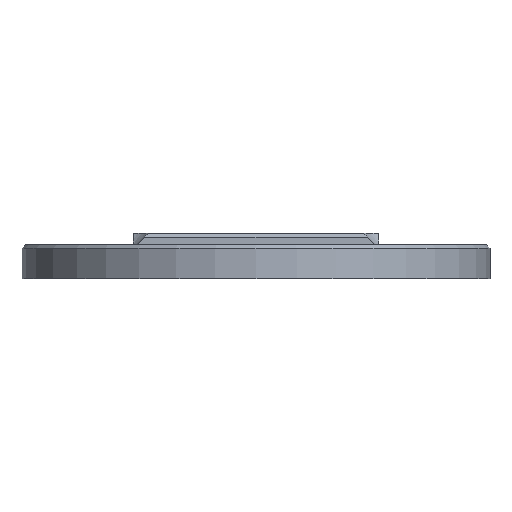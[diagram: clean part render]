
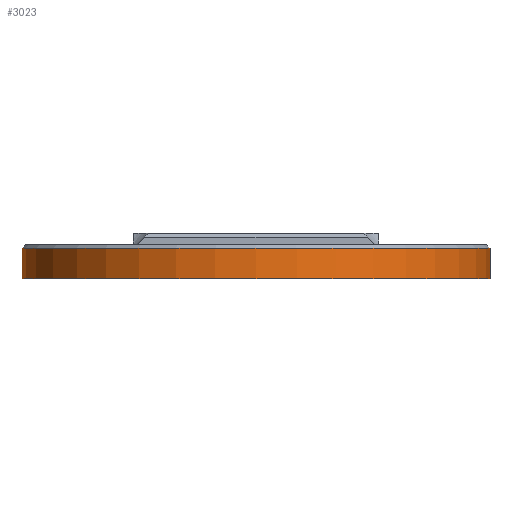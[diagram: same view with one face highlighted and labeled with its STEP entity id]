
A CAD part, front view. The second image highlights one B-rep face of the part: STEP entity #3023.
In plain terms, the highlighted cylindrical face has radius 62 mm (diameter 124 mm), a partial arc.
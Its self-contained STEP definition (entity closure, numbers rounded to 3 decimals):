
#35 = CARTESIAN_POINT ( 'NONE',  ( 0., 0., 5. ) ) ;
#182 = CARTESIAN_POINT ( 'NONE',  ( 62., 0., -3. ) ) ;
#195 = VECTOR ( 'NONE', #565, 1000. ) ;
#295 = ORIENTED_EDGE ( 'NONE', *, *, #3077, .T. ) ;
#318 = AXIS2_PLACEMENT_3D ( 'NONE', #3306, #3568, #3042 ) ;
#460 = FACE_OUTER_BOUND ( 'NONE', #2975, .T. ) ;
#560 = ORIENTED_EDGE ( 'NONE', *, *, #3368, .T. ) ;
#565 = DIRECTION ( 'NONE',  ( 0., 0., 1. ) ) ;
#588 = ORIENTED_EDGE ( 'NONE', *, *, #3625, .F. ) ;
#589 = EDGE_CURVE ( 'NONE', #2190, #1278, #2661, .T. ) ;
#620 = CIRCLE ( 'NONE', #318, 62. ) ;
#734 = DIRECTION ( 'NONE',  ( 1., 0., 0. ) ) ;
#886 = CARTESIAN_POINT ( 'NONE',  ( -62., 0., -3. ) ) ;
#1054 = AXIS2_PLACEMENT_3D ( 'NONE', #35, #2315, #2023 ) ;
#1278 = VERTEX_POINT ( 'NONE', #3439 ) ;
#1372 = LINE ( 'NONE', #1864, #1624 ) ;
#1624 = VECTOR ( 'NONE', #2187, 1000. ) ;
#1860 = ORIENTED_EDGE ( 'NONE', *, *, #589, .T. ) ;
#1864 = CARTESIAN_POINT ( 'NONE',  ( 62., 0., -3. ) ) ;
#2023 = DIRECTION ( 'NONE',  ( 1., 0., 0. ) ) ;
#2187 = DIRECTION ( 'NONE',  ( 0., 0., 1. ) ) ;
#2190 = VERTEX_POINT ( 'NONE', #2979 ) ;
#2201 = VERTEX_POINT ( 'NONE', #182 ) ;
#2315 = DIRECTION ( 'NONE',  ( 0., 0., -1. ) ) ;
#2472 = AXIS2_PLACEMENT_3D ( 'NONE', #3087, #2773, #734 ) ;
#2661 = CIRCLE ( 'NONE', #1054, 62. ) ;
#2773 = DIRECTION ( 'NONE',  ( 0., 0., 1. ) ) ;
#2975 = EDGE_LOOP ( 'NONE', ( #588, #295, #560, #1860 ) ) ;
#2979 = CARTESIAN_POINT ( 'NONE',  ( 62., 0., 5. ) ) ;
#3023 = ADVANCED_FACE ( 'NONE', ( #460 ), #3585, .T. ) ;
#3042 = DIRECTION ( 'NONE',  ( 1., 0., 0. ) ) ;
#3077 = EDGE_CURVE ( 'NONE', #3146, #2201, #620, .T. ) ;
#3087 = CARTESIAN_POINT ( 'NONE',  ( 0., 0., -3. ) ) ;
#3146 = VERTEX_POINT ( 'NONE', #3433 ) ;
#3306 = CARTESIAN_POINT ( 'NONE',  ( 0., 0., -3. ) ) ;
#3368 = EDGE_CURVE ( 'NONE', #2201, #2190, #1372, .T. ) ;
#3429 = LINE ( 'NONE', #886, #195 ) ;
#3433 = CARTESIAN_POINT ( 'NONE',  ( -62., 0., -3. ) ) ;
#3439 = CARTESIAN_POINT ( 'NONE',  ( -62., 0., 5. ) ) ;
#3568 = DIRECTION ( 'NONE',  ( 0., 0., 1. ) ) ;
#3585 = CYLINDRICAL_SURFACE ( 'NONE', #2472, 62. ) ;
#3625 = EDGE_CURVE ( 'NONE', #3146, #1278, #3429, .T. ) ;
